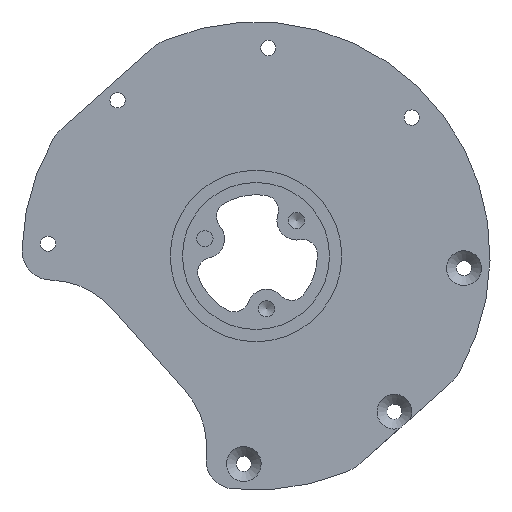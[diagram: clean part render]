
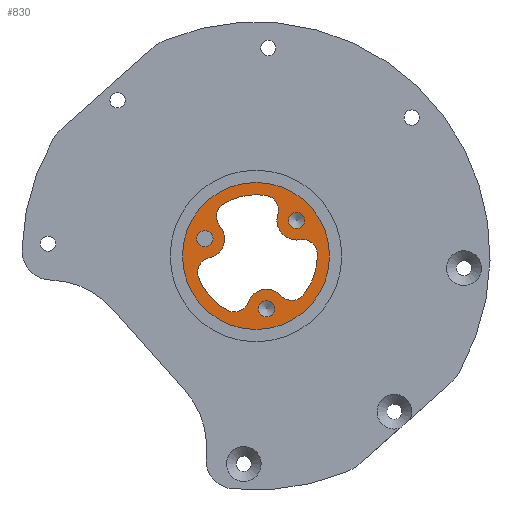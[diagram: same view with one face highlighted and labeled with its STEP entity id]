
A CAD part, left-side view. The second image highlights one B-rep face of the part: STEP entity #830.
In plain terms, the highlighted planar face has unit normal (-1, 0, 0).
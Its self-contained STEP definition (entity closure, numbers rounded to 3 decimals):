
#37=FACE_BOUND('',#141,.T.);
#38=FACE_BOUND('',#142,.T.);
#39=FACE_BOUND('',#143,.T.);
#40=FACE_BOUND('',#144,.T.);
#45=PLANE('',#959);
#80=FACE_OUTER_BOUND('',#140,.T.);
#140=EDGE_LOOP('',(#701));
#141=EDGE_LOOP('',(#702));
#142=EDGE_LOOP('',(#703));
#143=EDGE_LOOP('',(#704));
#144=EDGE_LOOP('',(#705,#706,#707,#708,#709,#710,#711,#712,#713,#714,#715,
#716));
#306=CIRCLE('',#923,1.65);
#308=CIRCLE('',#927,1.65);
#310=CIRCLE('',#931,1.65);
#311=CIRCLE('',#933,3.);
#312=CIRCLE('',#935,12.5);
#313=CIRCLE('',#937,3.);
#314=CIRCLE('',#939,4.);
#315=CIRCLE('',#941,3.);
#316=CIRCLE('',#943,12.5);
#317=CIRCLE('',#945,3.);
#318=CIRCLE('',#947,4.);
#319=CIRCLE('',#949,3.);
#320=CIRCLE('',#951,12.5);
#321=CIRCLE('',#953,3.);
#322=CIRCLE('',#955,4.);
#323=CIRCLE('',#957,15.);
#385=VERTEX_POINT('',#1405);
#388=VERTEX_POINT('',#1414);
#391=VERTEX_POINT('',#1423);
#392=VERTEX_POINT('',#1427);
#393=VERTEX_POINT('',#1428);
#394=VERTEX_POINT('',#1433);
#395=VERTEX_POINT('',#1437);
#396=VERTEX_POINT('',#1438);
#397=VERTEX_POINT('',#1445);
#398=VERTEX_POINT('',#1446);
#399=VERTEX_POINT('',#1453);
#400=VERTEX_POINT('',#1454);
#401=VERTEX_POINT('',#1461);
#402=VERTEX_POINT('',#1462);
#403=VERTEX_POINT('',#1469);
#404=VERTEX_POINT('',#1475);
#480=EDGE_CURVE('',#385,#385,#306,.T.);
#484=EDGE_CURVE('',#388,#388,#308,.T.);
#488=EDGE_CURVE('',#391,#391,#310,.T.);
#490=EDGE_CURVE('',#392,#393,#311,.T.);
#493=EDGE_CURVE('',#394,#393,#312,.T.);
#495=EDGE_CURVE('',#395,#396,#313,.T.);
#498=EDGE_CURVE('',#392,#396,#314,.T.);
#499=EDGE_CURVE('',#397,#398,#315,.T.);
#502=EDGE_CURVE('',#395,#398,#316,.T.);
#503=EDGE_CURVE('',#399,#400,#317,.T.);
#506=EDGE_CURVE('',#397,#400,#318,.T.);
#507=EDGE_CURVE('',#401,#402,#319,.T.);
#510=EDGE_CURVE('',#399,#402,#320,.T.);
#511=EDGE_CURVE('',#394,#403,#321,.T.);
#513=EDGE_CURVE('',#401,#403,#322,.T.);
#514=EDGE_CURVE('',#404,#404,#323,.T.);
#701=ORIENTED_EDGE('',*,*,#514,.T.);
#702=ORIENTED_EDGE('',*,*,#480,.T.);
#703=ORIENTED_EDGE('',*,*,#484,.T.);
#704=ORIENTED_EDGE('',*,*,#488,.T.);
#705=ORIENTED_EDGE('',*,*,#506,.T.);
#706=ORIENTED_EDGE('',*,*,#503,.F.);
#707=ORIENTED_EDGE('',*,*,#510,.T.);
#708=ORIENTED_EDGE('',*,*,#507,.F.);
#709=ORIENTED_EDGE('',*,*,#513,.T.);
#710=ORIENTED_EDGE('',*,*,#511,.F.);
#711=ORIENTED_EDGE('',*,*,#493,.T.);
#712=ORIENTED_EDGE('',*,*,#490,.F.);
#713=ORIENTED_EDGE('',*,*,#498,.T.);
#714=ORIENTED_EDGE('',*,*,#495,.F.);
#715=ORIENTED_EDGE('',*,*,#502,.T.);
#716=ORIENTED_EDGE('',*,*,#499,.F.);
#830=ADVANCED_FACE('',(#80,#37,#38,#39,#40),#45,.T.);
#923=AXIS2_PLACEMENT_3D('',#1406,#1127,#1128);
#927=AXIS2_PLACEMENT_3D('',#1415,#1137,#1138);
#931=AXIS2_PLACEMENT_3D('',#1424,#1147,#1148);
#933=AXIS2_PLACEMENT_3D('',#1429,#1152,#1153);
#935=AXIS2_PLACEMENT_3D('',#1434,#1158,#1159);
#937=AXIS2_PLACEMENT_3D('',#1439,#1163,#1164);
#939=AXIS2_PLACEMENT_3D('',#1443,#1169,#1170);
#941=AXIS2_PLACEMENT_3D('',#1447,#1173,#1174);
#943=AXIS2_PLACEMENT_3D('',#1451,#1179,#1180);
#945=AXIS2_PLACEMENT_3D('',#1455,#1183,#1184);
#947=AXIS2_PLACEMENT_3D('',#1459,#1189,#1190);
#949=AXIS2_PLACEMENT_3D('',#1463,#1193,#1194);
#951=AXIS2_PLACEMENT_3D('',#1467,#1199,#1200);
#953=AXIS2_PLACEMENT_3D('',#1470,#1203,#1204);
#955=AXIS2_PLACEMENT_3D('',#1473,#1208,#1209);
#957=AXIS2_PLACEMENT_3D('',#1476,#1212,#1213);
#959=AXIS2_PLACEMENT_3D('',#1480,#1217,#1218);
#1127=DIRECTION('center_axis',(1.,0.,0.));
#1128=DIRECTION('ref_axis',(0.,0.5,-0.866));
#1137=DIRECTION('center_axis',(1.,0.,0.));
#1138=DIRECTION('ref_axis',(0.,0.5,0.866));
#1147=DIRECTION('center_axis',(1.,0.,0.));
#1148=DIRECTION('ref_axis',(0.,-1.,0.));
#1152=DIRECTION('center_axis',(-1.,0.,0.));
#1153=DIRECTION('ref_axis',(0.,-0.025,-1.));
#1158=DIRECTION('center_axis',(1.,0.,0.));
#1159=DIRECTION('ref_axis',(0.,-1.,0.));
#1163=DIRECTION('center_axis',(-1.,0.,0.));
#1164=DIRECTION('ref_axis',(0.,-0.361,-0.933));
#1169=DIRECTION('center_axis',(-1.,0.,0.));
#1170=DIRECTION('ref_axis',(0.,-1.,0.));
#1173=DIRECTION('center_axis',(-1.,0.,0.));
#1174=DIRECTION('ref_axis',(0.,0.878,0.479));
#1179=DIRECTION('center_axis',(1.,0.,0.));
#1180=DIRECTION('ref_axis',(0.,-1.,0.));
#1183=DIRECTION('center_axis',(-1.,0.,0.));
#1184=DIRECTION('ref_axis',(0.,0.988,0.154));
#1189=DIRECTION('center_axis',(-1.,0.,0.));
#1190=DIRECTION('ref_axis',(0.,-1.,0.));
#1193=DIRECTION('center_axis',(-1.,0.,0.));
#1194=DIRECTION('ref_axis',(0.,-0.853,0.521));
#1199=DIRECTION('center_axis',(1.,0.,0.));
#1200=DIRECTION('ref_axis',(0.,-1.,0.));
#1203=DIRECTION('center_axis',(-1.,0.,0.));
#1204=DIRECTION('ref_axis',(0.,-0.627,0.779));
#1208=DIRECTION('center_axis',(-1.,0.,0.));
#1209=DIRECTION('ref_axis',(0.,-1.,0.));
#1212=DIRECTION('center_axis',(-1.,0.,0.));
#1213=DIRECTION('ref_axis',(0.,-1.,0.));
#1217=DIRECTION('center_axis',(-1.,0.,0.));
#1218=DIRECTION('ref_axis',(0.,-1.,0.));
#1405=CARTESIAN_POINT('',(-59.,9.593,4.96));
#1406=CARTESIAN_POINT('Origin',(-59.,10.418,3.531));
#1414=CARTESIAN_POINT('',(-59.,-9.092,5.828));
#1415=CARTESIAN_POINT('Origin',(-59.,-8.267,7.257));
#1423=CARTESIAN_POINT('',(-59.,-0.501,-10.788));
#1424=CARTESIAN_POINT('Origin',(-59.,-2.151,-10.788));
#1427=CARTESIAN_POINT('',(-59.,-5.102,-8.087));
#1428=CARTESIAN_POINT('',(-59.,-9.625,-7.976));
#1429=CARTESIAN_POINT('Origin',(-59.,-7.315,-6.062));
#1433=CARTESIAN_POINT('',(-59.,-12.491,0.48));
#1434=CARTESIAN_POINT('Origin',(-59.,0.,
0.));
#1437=CARTESIAN_POINT('',(-59.,5.83,-11.057));
#1438=CARTESIAN_POINT('',(-59.,1.61,-9.425));
#1439=CARTESIAN_POINT('Origin',(-59.,4.431,-8.404));
#1443=CARTESIAN_POINT('Origin',(-59.,-2.151,-10.788));
#1445=CARTESIAN_POINT('',(-59.,9.554,-0.375));
#1446=CARTESIAN_POINT('',(-59.,11.72,-4.347));
#1447=CARTESIAN_POINT('Origin',(-59.,8.907,-3.304));
#1451=CARTESIAN_POINT('Origin',(-59.,0.,
0.));
#1453=CARTESIAN_POINT('',(-59.,6.661,10.577));
#1454=CARTESIAN_POINT('',(-59.,7.358,6.107));
#1455=CARTESIAN_POINT('Origin',(-59.,5.062,8.039));
#1459=CARTESIAN_POINT('Origin',(-59.,10.418,3.531));
#1461=CARTESIAN_POINT('',(-59.,-4.453,8.462));
#1462=CARTESIAN_POINT('',(-59.,-2.095,12.323));
#1463=CARTESIAN_POINT('Origin',(-59.,-1.592,9.366));
#1467=CARTESIAN_POINT('Origin',(-59.,0.,
0.));
#1469=CARTESIAN_POINT('',(-59.,-8.968,3.318));
#1470=CARTESIAN_POINT('Origin',(-59.,-9.493,0.365));
#1473=CARTESIAN_POINT('Origin',(-59.,-8.267,7.257));
#1475=CARTESIAN_POINT('',(-59.,15.,0.));
#1476=CARTESIAN_POINT('Origin',(-59.,0.,
0.));
#1480=CARTESIAN_POINT('Origin',(-59.,0.,
0.));
